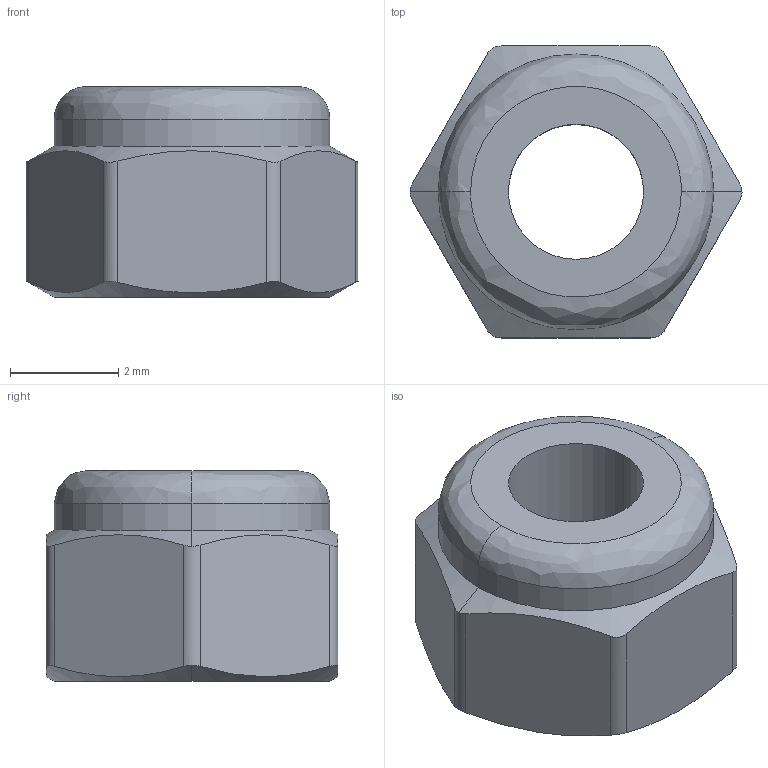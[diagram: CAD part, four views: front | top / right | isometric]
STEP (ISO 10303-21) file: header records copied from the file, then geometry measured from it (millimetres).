
FILE_DESCRIPTION (( 'STEP AP214' ), '1' );
FILE_NAME ('LOCKNUTM3防松六角螺母（不锈钢）.step', '2016-10-28T04:22:21', ( 'dell' ), ( '' ), 'SwSTEP 2.0', 'SolidWorks 2013', '' );
FILE_SCHEMA (( 'AUTOMOTIVE_DESIGN' ));
Length unit declared in the file: millimetre
Products named in the file (1): LOCKNUTM3防松六角螺母（不锈钢）
Bounding box: 6.14 x 5.4 x 3.9 mm (x, y, z)
Volume: 71.8 mm3; surface area: 131.7 mm2
Topology: 1 solids, 1 shells, 25 faces, 63 edges, 40 vertices
Faces by surface type: cylinder 11, plane 8, cone 4, bspline 2
Entity records: 893 total; most frequent: CARTESIAN_POINT 313, ORIENTED_EDGE 126, DIRECTION 93, EDGE_CURVE 63, VERTEX_POINT 40, AXIS2_PLACEMENT_3D 36, B_SPLINE_CURVE_WITH_KNOTS 28, EDGE_LOOP 27
